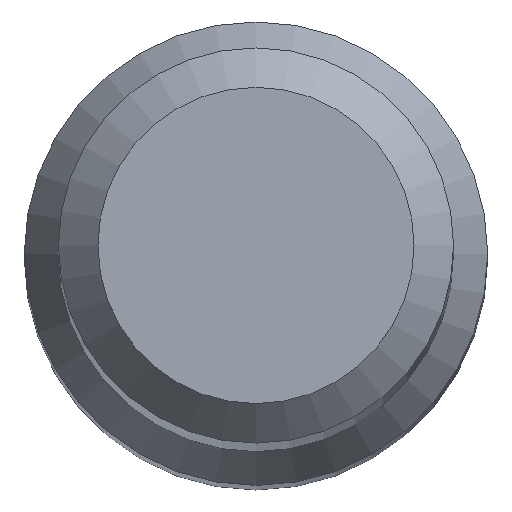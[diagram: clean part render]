
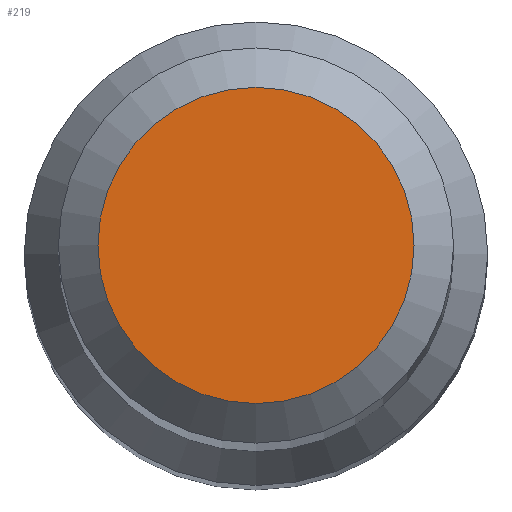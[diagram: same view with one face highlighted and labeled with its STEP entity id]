
A CAD part, top view. The second image highlights one B-rep face of the part: STEP entity #219.
In plain terms, the highlighted planar face has unit normal (0, 0, 1).
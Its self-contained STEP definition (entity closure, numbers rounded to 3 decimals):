
#13 = AXIS2_PLACEMENT_3D ( 'NONE', #178, #134, #45 ) ;
#27 = DIRECTION ( 'NONE',  ( 0., 1., 0. ) ) ;
#45 = DIRECTION ( 'NONE',  ( 0., 1., 0. ) ) ;
#57 = ORIENTED_EDGE ( 'NONE', *, *, #109, .F. ) ;
#59 = DIRECTION ( 'NONE',  ( 0., 0., -1. ) ) ;
#63 = CARTESIAN_POINT ( 'NONE',  ( 0., 0., 56. ) ) ;
#82 = FACE_OUTER_BOUND ( 'NONE', #168, .T. ) ;
#97 = VERTEX_POINT ( 'NONE', #193 ) ;
#103 = AXIS2_PLACEMENT_3D ( 'NONE', #63, #59, #27 ) ;
#109 = EDGE_CURVE ( 'NONE', #97, #97, #202, .T. ) ;
#116 = PLANE ( 'NONE',  #13 ) ;
#134 = DIRECTION ( 'NONE',  ( 0., 0., -1. ) ) ;
#168 = EDGE_LOOP ( 'NONE', ( #57 ) ) ;
#178 = CARTESIAN_POINT ( 'NONE',  ( 0., 0., 56. ) ) ;
#193 = CARTESIAN_POINT ( 'NONE',  ( 0., 1.2, 56. ) ) ;
#202 = CIRCLE ( 'NONE', #103, 1.2 ) ;
#219 = ADVANCED_FACE ( 'NONE', ( #82 ), #116, .F. ) ;
